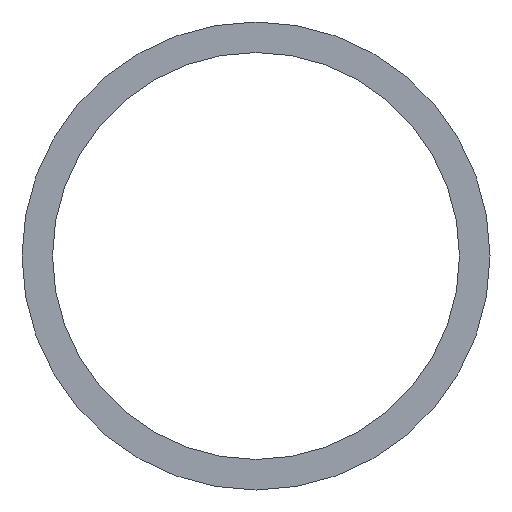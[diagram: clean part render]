
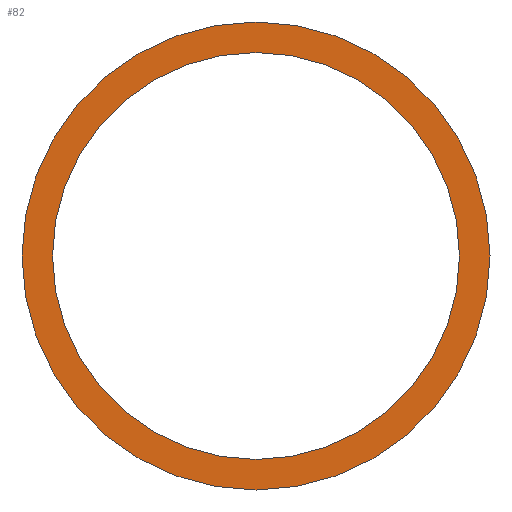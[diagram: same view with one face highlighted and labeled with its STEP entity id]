
A CAD part, front view. The second image highlights one B-rep face of the part: STEP entity #82.
In plain terms, the highlighted planar face has unit normal (0, -1, 0).
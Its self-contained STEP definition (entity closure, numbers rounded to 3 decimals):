
#11 = CIRCLE ( 'NONE', #103, 34.5 ) ;
#17 = FACE_BOUND ( 'NONE', #34, .T. ) ;
#24 = ORIENTED_EDGE ( 'NONE', *, *, #105, .F. ) ;
#34 = EDGE_LOOP ( 'NONE', ( #66, #73 ) ) ;
#40 = FACE_OUTER_BOUND ( 'NONE', #62, .T. ) ;
#44 = CIRCLE ( 'NONE', #87, 30. ) ;
#49 = CIRCLE ( 'NONE', #100, 30. ) ;
#59 = CIRCLE ( 'NONE', #88, 34.5 ) ;
#62 = EDGE_LOOP ( 'NONE', ( #65, #24 ) ) ;
#65 = ORIENTED_EDGE ( 'NONE', *, *, #93, .F. ) ;
#66 = ORIENTED_EDGE ( 'NONE', *, *, #89, .T. ) ;
#73 = ORIENTED_EDGE ( 'NONE', *, *, #118, .T. ) ;
#82 = ADVANCED_FACE ( 'NONE', ( #40, #17 ), #185, .F. ) ;
#87 = AXIS2_PLACEMENT_3D ( 'NONE', #191, #196, #198 ) ;
#88 = AXIS2_PLACEMENT_3D ( 'NONE', #146, #151, #152 ) ;
#89 = EDGE_CURVE ( 'NONE', #168, #171, #44, .T. ) ;
#93 = EDGE_CURVE ( 'NONE', #169, #166, #11, .T. ) ;
#100 = AXIS2_PLACEMENT_3D ( 'NONE', #153, #154, #156 ) ;
#103 = AXIS2_PLACEMENT_3D ( 'NONE', #212, #211, #197 ) ;
#105 = EDGE_CURVE ( 'NONE', #166, #169, #59, .T. ) ;
#116 = AXIS2_PLACEMENT_3D ( 'NONE', #184, #186, #187 ) ;
#118 = EDGE_CURVE ( 'NONE', #171, #168, #49, .T. ) ;
#141 = CARTESIAN_POINT ( 'NONE',  ( 0., 0., 30. ) ) ;
#142 = CARTESIAN_POINT ( 'NONE',  ( 0., 0., -34.5 ) ) ;
#143 = CARTESIAN_POINT ( 'NONE',  ( 0., 0., -30. ) ) ;
#144 = CARTESIAN_POINT ( 'NONE',  ( 0., 0., 34.5 ) ) ;
#146 = CARTESIAN_POINT ( 'NONE',  ( 0., 0., 0. ) ) ;
#151 = DIRECTION ( 'NONE',  ( 0., 1., 0. ) ) ;
#152 = DIRECTION ( 'NONE',  ( 0., 0., 1. ) ) ;
#153 = CARTESIAN_POINT ( 'NONE',  ( 0., 0., 0. ) ) ;
#154 = DIRECTION ( 'NONE',  ( 0., 1., 0. ) ) ;
#156 = DIRECTION ( 'NONE',  ( 0., 0., 1. ) ) ;
#166 = VERTEX_POINT ( 'NONE', #144 ) ;
#168 = VERTEX_POINT ( 'NONE', #143 ) ;
#169 = VERTEX_POINT ( 'NONE', #142 ) ;
#171 = VERTEX_POINT ( 'NONE', #141 ) ;
#184 = CARTESIAN_POINT ( 'NONE',  ( 0., 0., 0. ) ) ;
#185 = PLANE ( 'NONE',  #116 ) ;
#186 = DIRECTION ( 'NONE',  ( 0., 1., 0. ) ) ;
#187 = DIRECTION ( 'NONE',  ( 0., 0., 1. ) ) ;
#191 = CARTESIAN_POINT ( 'NONE',  ( 0., 0., 0. ) ) ;
#196 = DIRECTION ( 'NONE',  ( 0., 1., 0. ) ) ;
#197 = DIRECTION ( 'NONE',  ( 0., 0., 1. ) ) ;
#198 = DIRECTION ( 'NONE',  ( 0., 0., 1. ) ) ;
#211 = DIRECTION ( 'NONE',  ( 0., 1., 0. ) ) ;
#212 = CARTESIAN_POINT ( 'NONE',  ( 0., 0., 0. ) ) ;
